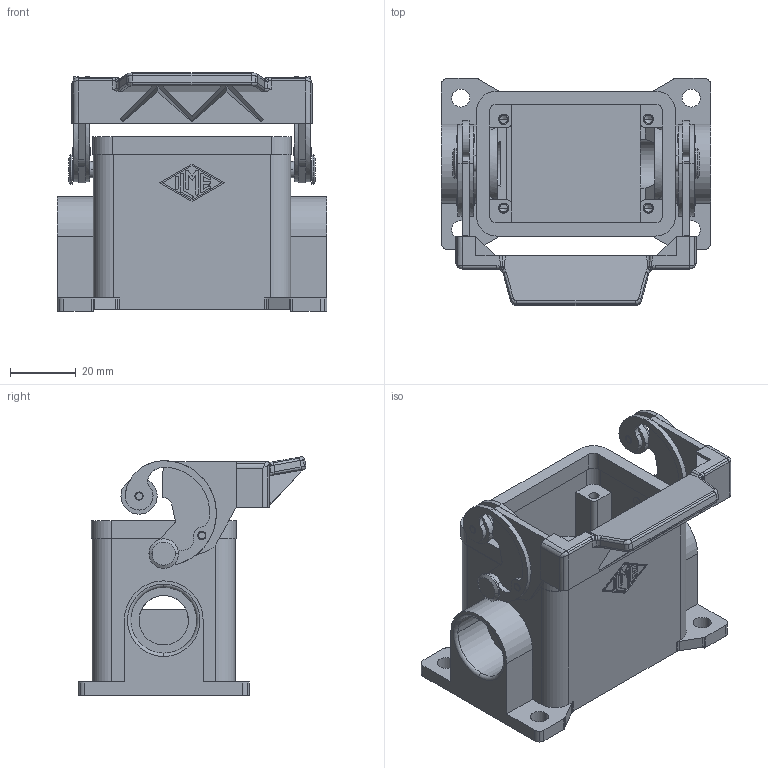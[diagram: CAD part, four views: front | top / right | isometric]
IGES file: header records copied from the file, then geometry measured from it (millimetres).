
Global section: file name: No Iges File Name specified; native system: AutoDesk Inventor R6.1; preprocessor: AutoDesk Inventor Iges Exporter R6.1; author: No Author specified; organization: No Organization specified; date: 20061220.171944; units: millimetre
Bounding box: 82 x 69.2 x 72.42 mm (x, y, z)
Volume: 74030.9 mm3; surface area: 39634.6 mm2
Topology: 1 solids, 3 shells, 502 faces, 1346 edges, 870 vertices
Faces by surface type: bspline 176, plane 164, cylinder 84, revolution 58, torus 14, sphere 4, cone 2
